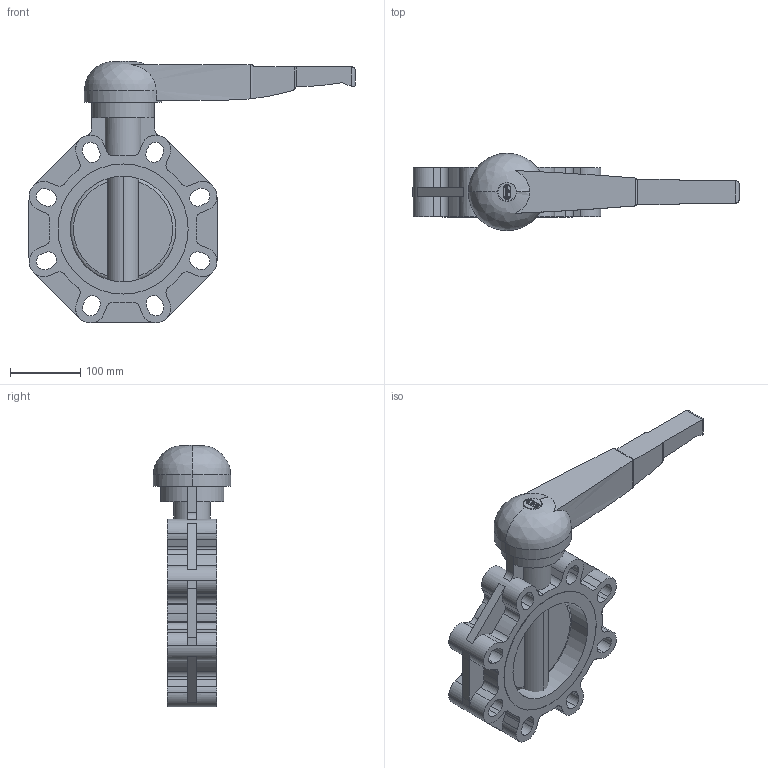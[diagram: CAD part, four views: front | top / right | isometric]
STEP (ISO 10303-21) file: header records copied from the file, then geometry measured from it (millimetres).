
FILE_DESCRIPTION(('STEP AP214'),'1');
FILE_NAME('fkomlm160f.stp','2018-03-07T07:29:16',('TraceParts'),('TraceParts S.A.'),'Spatial InterOp 3D',' ',' ');
FILE_SCHEMA(('automotive_design'));
Length unit declared in the file: millimetre
Products named in the file (4): fkomlm160f_1; fkomlm160f_2; FKOMLM160E|cassa FK 160:1#cassa FK 160;Solido1; fkomlm160f_4
Bounding box: 464 x 110 x 372.23 mm (x, y, z)
Volume: 3420325.3 mm3; surface area: 379649.3 mm2
Topology: 4 solids, 4 shells, 332 faces, 929 edges, 615 vertices
Faces by surface type: cylinder 179, plane 143, torus 4, cone 4, bspline 2
Entity records: 13928 total; most frequent: CARTESIAN_POINT 2286, DIRECTION 1953, ORIENTED_EDGE 1858, EDGE_CURVE 929, AXIS2_PLACEMENT_3D 728, VERTEX_POINT 615, LINE 497, VECTOR 497
